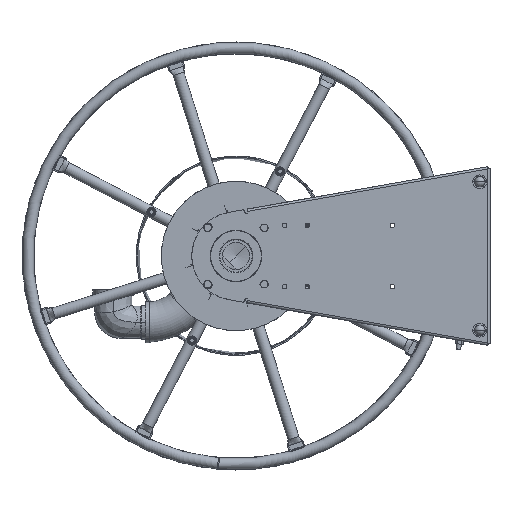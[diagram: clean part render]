
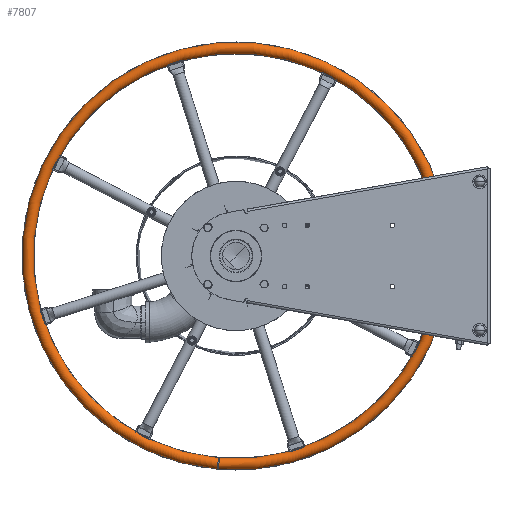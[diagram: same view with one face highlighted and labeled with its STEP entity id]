
A CAD part, left-side view. The second image highlights one B-rep face of the part: STEP entity #7807.
In plain terms, the highlighted toroidal (fillet/blend) face has major radius 365 mm and minor radius 10 mm.
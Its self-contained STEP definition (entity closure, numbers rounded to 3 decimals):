
#7733=CARTESIAN_POINT('',(-172.5,0.,0.));
#7734=DIRECTION('',(1.,0.,0.));
#7735=DIRECTION('',(0.,0.087,-0.996));
#7736=AXIS2_PLACEMENT_3D('',#7733,#7734,#7735);
#7743=CARTESIAN_POINT('',(-172.5,31.812,-363.611));
#7744=DIRECTION('',(0.,-0.996,-0.087));
#7745=DIRECTION('',(0.,-0.087,0.996));
#7746=AXIS2_PLACEMENT_3D('',#7743,#7744,#7745);
#7748=CARTESIAN_POINT('',(-172.5,0.,0.));
#7749=DIRECTION('',(1.,0.,0.));
#7750=DIRECTION('',(0.,0.087,-0.996));
#7751=AXIS2_PLACEMENT_3D('',#7748,#7749,#7750);
#7753=CARTESIAN_POINT('',(-172.5,29.908,-363.773));
#7754=DIRECTION('',(0.,0.997,0.082));
#7755=DIRECTION('',(0.,0.082,-0.997));
#7756=AXIS2_PLACEMENT_3D('',#7753,#7754,#7755);
#7758=CARTESIAN_POINT('',(-172.5,30.94,-353.649));
#7759=CARTESIAN_POINT('',(-172.5,32.683,-373.573));
#7760=VERTEX_POINT('',#7758);
#7761=VERTEX_POINT('',#7759);
#7762=CARTESIAN_POINT('',(-172.5,29.088,-353.806));
#7763=CARTESIAN_POINT('',(-172.5,30.727,-373.739));
#7764=VERTEX_POINT('',#7762);
#7765=VERTEX_POINT('',#7763);
#7794=CARTESIAN_POINT('',(-172.5,0.,0.));
#7795=DIRECTION('',(1.,0.,0.));
#7796=DIRECTION('',(0.,-0.087,0.996));
#7797=AXIS2_PLACEMENT_3D('',#7794,#7795,#7796);
#7798=TOROIDAL_SURFACE('',#7797,365.,10.);
#7800=ORIENTED_EDGE('',*,*,#7799,.T.);
#7801=ORIENTED_EDGE('',*,*,#7777,.T.);
#7803=ORIENTED_EDGE('',*,*,#7802,.T.);
#7804=ORIENTED_EDGE('',*,*,#7773,.F.);
#7805=EDGE_LOOP('',(#7800,#7801,#7803,#7804));
#7806=FACE_OUTER_BOUND('',#7805,.F.);
#7737=CIRCLE('',#7736,355.);
#7747=CIRCLE('',#7746,10.);
#7752=CIRCLE('',#7751,375.);
#7757=CIRCLE('',#7756,10.);
#7773=EDGE_CURVE('',#7760,#7764,#7737,.T.);
#7777=EDGE_CURVE('',#7761,#7765,#7752,.T.);
#7799=EDGE_CURVE('',#7760,#7761,#7747,.T.);
#7802=EDGE_CURVE('',#7765,#7764,#7757,.T.);
#7807=ADVANCED_FACE('',(#7806),#7798,.T.);
